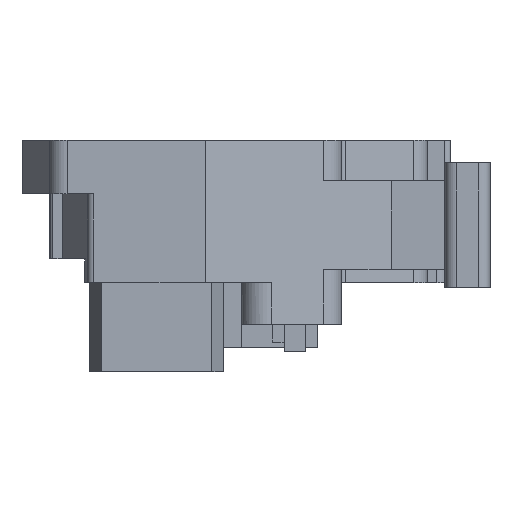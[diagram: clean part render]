
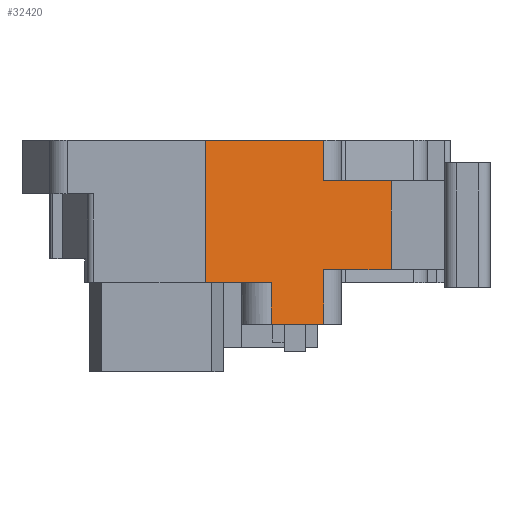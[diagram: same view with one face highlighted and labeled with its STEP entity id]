
A CAD part, left-side view. The second image highlights one B-rep face of the part: STEP entity #32420.
In plain terms, the highlighted face is planar.
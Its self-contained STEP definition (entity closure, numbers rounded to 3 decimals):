
#4360=CARTESIAN_POINT('',(68.479,-7.032,-15.5));
#4370=VERTEX_POINT('',#4360);
#4400=CARTESIAN_POINT('',(68.479,-7.032,0.));
#4410=DIRECTION('',(0.,0.,1.));
#4420=VECTOR('',#4410,1.);
#4430=LINE('',#4400,#4420);
#4440=CARTESIAN_POINT('',(68.479,-7.032,
-10.9));
#4450=VERTEX_POINT('',#4440);
#4460=EDGE_CURVE('',#4370,#4450,#4430,.T.);
#6600=CARTESIAN_POINT('',(71.15,-17.,
0.));
#6610=VERTEX_POINT('',#6600);
#6640=CARTESIAN_POINT('',(71.15,-17.,0.));
#6650=DIRECTION('',(0.,0.,1.));
#6660=VECTOR('',#6650,1.);
#6670=LINE('',#6640,#6660);
#6680=CARTESIAN_POINT('',(71.15,-17.,-12.));
#6690=VERTEX_POINT('',#6680);
#6700=EDGE_CURVE('',#6690,#6610,#6670,.T.);
#8300=CARTESIAN_POINT('',(66.95,-1.325,
-10.9));
#8310=VERTEX_POINT('',#8300);
#9960=CARTESIAN_POINT('',(66.595,0.,-10.9));
#9970=DIRECTION('',(-0.259,0.966,0.));
#9980=VECTOR('',#9970,1.);
#9990=LINE('',#9960,#9980);
#10000=EDGE_CURVE('',#4450,#8310,#9990,.T.);
#10100=CARTESIAN_POINT('',(66.595,0.,-12.));
#10110=DIRECTION('',(0.259,-0.966,0.));
#10120=VECTOR('',#10110,1.);
#10130=LINE('',#10100,#10120);
#10140=CARTESIAN_POINT('',(69.658,-11.432,-12.));
#10150=VERTEX_POINT('',#10140);
#10160=EDGE_CURVE('',#10150,#6690,#10130,.T.);
#12540=CARTESIAN_POINT('',(69.658,-11.432,-15.5));
#12550=VERTEX_POINT('',#12540);
#12580=CARTESIAN_POINT('',(66.595,0.,-15.5));
#12590=DIRECTION('',(-0.259,0.966,0.));
#12600=VECTOR('',#12590,1.);
#12610=LINE('',#12580,#12600);
#12620=EDGE_CURVE('',#12550,#4370,#12610,.T.);
#21890=CARTESIAN_POINT('',(68.479,-7.032,0.));
#21900=DIRECTION('',(0.,0.,1.));
#21910=VECTOR('',#21900,1.);
#21920=LINE('',#21890,#21910);
#21930=CARTESIAN_POINT('',(68.479,-7.032,
-3.4));
#21940=VERTEX_POINT('',#21930);
#21950=CARTESIAN_POINT('',(68.479,-7.032,
0.));
#21960=VERTEX_POINT('',#21950);
#21970=EDGE_CURVE('',#21940,#21960,#21920,.T.);
#32030=CARTESIAN_POINT('',(66.595,0.,0.));
#32040=DIRECTION('',(-0.966,-0.259,0.));
#32050=DIRECTION('',(0.259,-0.966,0.));
#32060=AXIS2_PLACEMENT_3D('',#32030,#32040,#32050);
#32070=PLANE('',#32060);
#32080=CARTESIAN_POINT('',(69.658,-11.432,0.));
#32090=DIRECTION('',(0.,0.,1.));
#32100=VECTOR('',#32090,1.);
#32110=LINE('',#32080,#32100);
#32120=EDGE_CURVE('',#12550,#10150,#32110,.T.);
#32130=ORIENTED_EDGE('',*,*,#32120,.F.);
#32140=ORIENTED_EDGE('',*,*,#10160,.F.);
#32150=ORIENTED_EDGE('',*,*,#6700,.F.);
#32160=CARTESIAN_POINT('',(66.595,0.,0.));
#32170=DIRECTION('',(0.259,-0.966,0.));
#32180=VECTOR('',#32170,1.);
#32190=LINE('',#32160,#32180);
#32200=EDGE_CURVE('',#21960,#6610,#32190,.T.);
#32210=ORIENTED_EDGE('',*,*,#32200,.T.);
#32220=ORIENTED_EDGE('',*,*,#21970,.T.);
#32230=CARTESIAN_POINT('',(66.595,0.,-3.4));
#32240=DIRECTION('',(0.259,-0.966,0.));
#32250=VECTOR('',#32240,1.);
#32260=LINE('',#32230,#32250);
#32270=CARTESIAN_POINT('',(66.95,-1.325,
-3.4));
#32280=VERTEX_POINT('',#32270);
#32290=EDGE_CURVE('',#32280,#21940,#32260,.T.);
#32300=ORIENTED_EDGE('',*,*,#32290,.T.);
#32310=CARTESIAN_POINT('',(66.95,-1.325,0.));
#32320=DIRECTION('',(0.,0.,-1.));
#32330=VECTOR('',#32320,1.);
#32340=LINE('',#32310,#32330);
#32350=EDGE_CURVE('',#32280,#8310,#32340,.T.);
#32360=ORIENTED_EDGE('',*,*,#32350,.F.);
#32370=ORIENTED_EDGE('',*,*,#10000,.T.);
#32380=ORIENTED_EDGE('',*,*,#4460,.T.);
#32390=ORIENTED_EDGE('',*,*,#12620,.T.);
#32400=EDGE_LOOP('',(#32390,#32380,#32370,#32360,#32300,#32220,#32210,
#32150,#32140,#32130));
#32410=FACE_OUTER_BOUND('',#32400,.T.);
#32420=ADVANCED_FACE('',(#32410),#32070,.F.);
